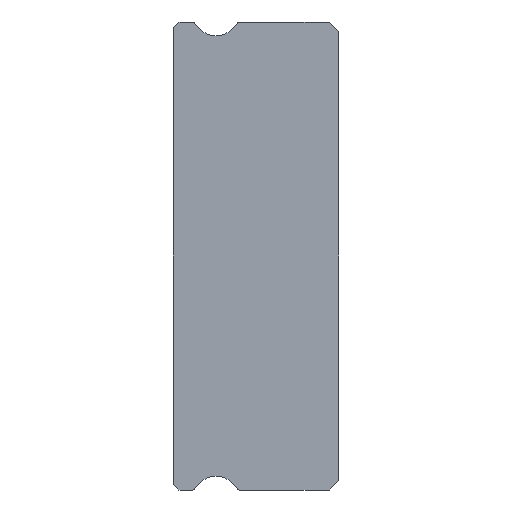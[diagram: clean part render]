
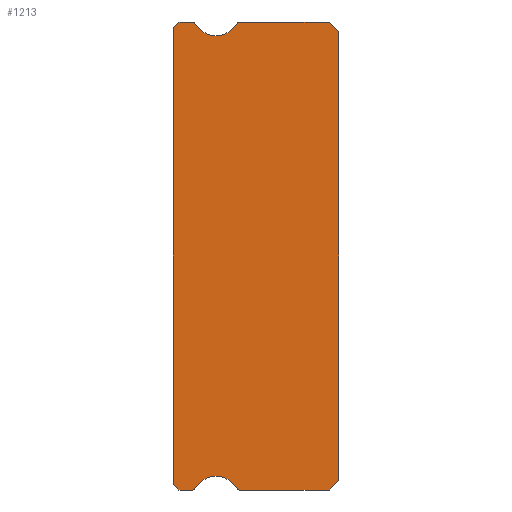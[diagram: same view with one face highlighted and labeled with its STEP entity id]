
A CAD part, left-side view. The second image highlights one B-rep face of the part: STEP entity #1213.
In plain terms, the highlighted planar face has unit normal (-1, 0, 0).
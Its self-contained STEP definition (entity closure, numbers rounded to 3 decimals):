
#10 = EDGE_CURVE ( 'NONE', #1517, #1735, #1254, .T. ) ;
#41 = DIRECTION ( 'NONE',  ( 0., -0.707, -0.707 ) ) ;
#47 = LINE ( 'NONE', #592, #910 ) ;
#49 = CARTESIAN_POINT ( 'NONE',  ( -10., 7.512, 12. ) ) ;
#62 = DIRECTION ( 'NONE',  ( 1., 0., 0. ) ) ;
#73 = CARTESIAN_POINT ( 'NONE',  ( -10., 0., -11.5 ) ) ;
#95 = DIRECTION ( 'NONE',  ( 0., 0.707, -0.707 ) ) ;
#103 = ORIENTED_EDGE ( 'NONE', *, *, #1207, .T. ) ;
#109 = DIRECTION ( 'NONE',  ( -1., 0., 0. ) ) ;
#123 = CARTESIAN_POINT ( 'NONE',  ( -10., 5.217, 11.925 ) ) ;
#140 = VECTOR ( 'NONE', #1738, 1000. ) ;
#144 = VERTEX_POINT ( 'NONE', #1680 ) ;
#150 = CARTESIAN_POINT ( 'NONE',  ( -10., 7.512, 11.85 ) ) ;
#190 = CARTESIAN_POINT ( 'NONE',  ( -10., 7.512, 11.85 ) ) ;
#203 = VERTEX_POINT ( 'NONE', #595 ) ;
#204 = DIRECTION ( 'NONE',  ( 0., 0.707, -0.707 ) ) ;
#206 = EDGE_CURVE ( 'NONE', #1288, #1034, #1007, .T. ) ;
#230 = CARTESIAN_POINT ( 'NONE',  ( -10., 8.5, 11.85 ) ) ;
#241 = CARTESIAN_POINT ( 'NONE',  ( -10., 6.3, 12.55 ) ) ;
#257 = VECTOR ( 'NONE', #998, 1000. ) ;
#262 = ORIENTED_EDGE ( 'NONE', *, *, #311, .F. ) ;
#266 = DIRECTION ( 'NONE',  ( -1., 0., 0. ) ) ;
#294 = CARTESIAN_POINT ( 'NONE',  ( -10., 0.5, 12. ) ) ;
#306 = CARTESIAN_POINT ( 'NONE',  ( -10., 7.383, -11.925 ) ) ;
#311 = EDGE_CURVE ( 'NONE', #203, #992, #1390, .T. ) ;
#318 = AXIS2_PLACEMENT_3D ( 'NONE', #476, #599, #1549 ) ;
#323 = CARTESIAN_POINT ( 'NONE',  ( -10., 0.5, 12. ) ) ;
#340 = CIRCLE ( 'NONE', #995, 1.25 ) ;
#371 = CIRCLE ( 'NONE', #1698, 0.15 ) ;
#382 = ORIENTED_EDGE ( 'NONE', *, *, #759, .F. ) ;
#398 = VECTOR ( 'NONE', #95, 1000. ) ;
#414 = CARTESIAN_POINT ( 'NONE',  ( -10., 6.3, -12.55 ) ) ;
#417 = VERTEX_POINT ( 'NONE', #1270 ) ;
#420 = EDGE_CURVE ( 'NONE', #1225, #1422, #47, .T. ) ;
#441 = CARTESIAN_POINT ( 'NONE',  ( -10., 8.5, -11.7 ) ) ;
#463 = CARTESIAN_POINT ( 'NONE',  ( -10., 8.5, 11.7 ) ) ;
#465 = CARTESIAN_POINT ( 'NONE',  ( -10., 8.2, -12. ) ) ;
#471 = EDGE_CURVE ( 'NONE', #992, #618, #371, .T. ) ;
#476 = CARTESIAN_POINT ( 'NONE',  ( -10., 7.512, -11.85 ) ) ;
#486 = VECTOR ( 'NONE', #1583, 1000. ) ;
#505 = CARTESIAN_POINT ( 'NONE',  ( -10., 5.088, 11.85 ) ) ;
#511 = CIRCLE ( 'NONE', #318, 0.15 ) ;
#524 = EDGE_CURVE ( 'NONE', #618, #1217, #1313, .T. ) ;
#542 = CIRCLE ( 'NONE', #1533, 1.25 ) ;
#559 = EDGE_CURVE ( 'NONE', #1605, #1034, #1715, .T. ) ;
#564 = DIRECTION ( 'NONE',  ( 0., 0., -1. ) ) ;
#579 = ORIENTED_EDGE ( 'NONE', *, *, #1484, .T. ) ;
#588 = LINE ( 'NONE', #1244, #257 ) ;
#592 = CARTESIAN_POINT ( 'NONE',  ( -10., 7.512, -12. ) ) ;
#595 = CARTESIAN_POINT ( 'NONE',  ( -10., 6.3, 11.3 ) ) ;
#599 = DIRECTION ( 'NONE',  ( 1., 0., 0. ) ) ;
#610 = DIRECTION ( 'NONE',  ( 0., 0., -1. ) ) ;
#618 = VERTEX_POINT ( 'NONE', #842 ) ;
#642 = CARTESIAN_POINT ( 'NONE',  ( -10., 6.3, 12.55 ) ) ;
#647 = ORIENTED_EDGE ( 'NONE', *, *, #471, .F. ) ;
#648 = DIRECTION ( 'NONE',  ( 0., -1., 0. ) ) ;
#673 = DIRECTION ( 'NONE',  ( 0., 0., -1. ) ) ;
#682 = CIRCLE ( 'NONE', #1365, 0.15 ) ;
#694 = DIRECTION ( 'NONE',  ( 1., 0., 0. ) ) ;
#710 = AXIS2_PLACEMENT_3D ( 'NONE', #642, #1190, #1201 ) ;
#711 = ORIENTED_EDGE ( 'NONE', *, *, #1416, .F. ) ;
#748 = CARTESIAN_POINT ( 'NONE',  ( -10., 0., 11.5 ) ) ;
#759 = EDGE_CURVE ( 'NONE', #928, #1085, #511, .T. ) ;
#793 = ORIENTED_EDGE ( 'NONE', *, *, #1200, .T. ) ;
#806 = EDGE_CURVE ( 'NONE', #1488, #1225, #1023, .T. ) ;
#808 = EDGE_LOOP ( 'NONE', ( #1324, #793, #103, #382, #711, #1182, #1383, #1733, #1368, #1040, #1092, #647, #262, #1712, #856, #579, #1127 ) ) ;
#839 = DIRECTION ( 'NONE',  ( 0., -0.707, -0.707 ) ) ;
#842 = CARTESIAN_POINT ( 'NONE',  ( -10., 5.088, 12. ) ) ;
#856 = ORIENTED_EDGE ( 'NONE', *, *, #10, .F. ) ;
#871 = FACE_OUTER_BOUND ( 'NONE', #808, .T. ) ;
#877 = CARTESIAN_POINT ( 'NONE',  ( -10., 8.2, 12. ) ) ;
#909 = DIRECTION ( 'NONE',  ( 0., 0., -1. ) ) ;
#910 = VECTOR ( 'NONE', #1291, 1000. ) ;
#928 = VERTEX_POINT ( 'NONE', #306 ) ;
#992 = VERTEX_POINT ( 'NONE', #123 ) ;
#995 = AXIS2_PLACEMENT_3D ( 'NONE', #241, #109, #1203 ) ;
#998 = DIRECTION ( 'NONE',  ( 0., -1., 0. ) ) ;
#1007 = LINE ( 'NONE', #463, #398 ) ;
#1023 = LINE ( 'NONE', #73, #1754 ) ;
#1032 = DIRECTION ( 'NONE',  ( 0., 0., 1. ) ) ;
#1034 = VERTEX_POINT ( 'NONE', #1466 ) ;
#1040 = ORIENTED_EDGE ( 'NONE', *, *, #1212, .F. ) ;
#1054 = VECTOR ( 'NONE', #839, 1000. ) ;
#1055 = CARTESIAN_POINT ( 'NONE',  ( -10., 7.383, 11.925 ) ) ;
#1056 = DIRECTION ( 'NONE',  ( 1., 0., 0. ) ) ;
#1059 = VERTEX_POINT ( 'NONE', #1734 ) ;
#1077 = AXIS2_PLACEMENT_3D ( 'NONE', #150, #694, #564 ) ;
#1085 = VERTEX_POINT ( 'NONE', #1610 ) ;
#1092 = ORIENTED_EDGE ( 'NONE', *, *, #524, .F. ) ;
#1127 = ORIENTED_EDGE ( 'NONE', *, *, #206, .T. ) ;
#1182 = ORIENTED_EDGE ( 'NONE', *, *, #1396, .F. ) ;
#1190 = DIRECTION ( 'NONE',  ( -1., 0., 0. ) ) ;
#1200 = EDGE_CURVE ( 'NONE', #1605, #417, #1498, .T. ) ;
#1201 = DIRECTION ( 'NONE',  ( 0., 0., -1. ) ) ;
#1203 = DIRECTION ( 'NONE',  ( 0., 0., -1. ) ) ;
#1207 = EDGE_CURVE ( 'NONE', #417, #1085, #588, .T. ) ;
#1212 = EDGE_CURVE ( 'NONE', #1217, #144, #1529, .T. ) ;
#1213 = ADVANCED_FACE ( 'NONE', ( #871 ), #1407, .F. ) ;
#1215 = CARTESIAN_POINT ( 'NONE',  ( -10., 8.2, 12. ) ) ;
#1217 = VERTEX_POINT ( 'NONE', #294 ) ;
#1224 = CARTESIAN_POINT ( 'NONE',  ( -10., 5.088, -12. ) ) ;
#1225 = VERTEX_POINT ( 'NONE', #1554 ) ;
#1234 = CARTESIAN_POINT ( 'NONE',  ( -10., 5.088, -11.85 ) ) ;
#1244 = CARTESIAN_POINT ( 'NONE',  ( -10., 7.512, -12. ) ) ;
#1254 = CIRCLE ( 'NONE', #1077, 0.15 ) ;
#1260 = AXIS2_PLACEMENT_3D ( 'NONE', #190, #62, #610 ) ;
#1270 = CARTESIAN_POINT ( 'NONE',  ( -10., 8.2, -12. ) ) ;
#1285 = VECTOR ( 'NONE', #648, 1000. ) ;
#1288 = VERTEX_POINT ( 'NONE', #877 ) ;
#1291 = DIRECTION ( 'NONE',  ( 0., 1., 0. ) ) ;
#1313 = LINE ( 'NONE', #1567, #1285 ) ;
#1316 = EDGE_CURVE ( 'NONE', #1488, #144, #1705, .T. ) ;
#1324 = ORIENTED_EDGE ( 'NONE', *, *, #559, .F. ) ;
#1365 = AXIS2_PLACEMENT_3D ( 'NONE', #1234, #1056, #1478 ) ;
#1368 = ORIENTED_EDGE ( 'NONE', *, *, #1316, .T. ) ;
#1383 = ORIENTED_EDGE ( 'NONE', *, *, #420, .F. ) ;
#1390 = CIRCLE ( 'NONE', #710, 1.25 ) ;
#1396 = EDGE_CURVE ( 'NONE', #1422, #1059, #682, .T. ) ;
#1407 = PLANE ( 'NONE',  #1260 ) ;
#1416 = EDGE_CURVE ( 'NONE', #1059, #928, #542, .T. ) ;
#1422 = VERTEX_POINT ( 'NONE', #1224 ) ;
#1423 = VECTOR ( 'NONE', #1032, 1000. ) ;
#1466 = CARTESIAN_POINT ( 'NONE',  ( -10., 8.5, 11.7 ) ) ;
#1478 = DIRECTION ( 'NONE',  ( 0., 0., -1. ) ) ;
#1484 = EDGE_CURVE ( 'NONE', #1517, #1288, #1598, .T. ) ;
#1488 = VERTEX_POINT ( 'NONE', #1744 ) ;
#1498 = LINE ( 'NONE', #465, #1673 ) ;
#1517 = VERTEX_POINT ( 'NONE', #49 ) ;
#1529 = LINE ( 'NONE', #323, #1054 ) ;
#1533 = AXIS2_PLACEMENT_3D ( 'NONE', #414, #266, #673 ) ;
#1549 = DIRECTION ( 'NONE',  ( 0., 0., -1. ) ) ;
#1554 = CARTESIAN_POINT ( 'NONE',  ( -10., 0.5, -12. ) ) ;
#1567 = CARTESIAN_POINT ( 'NONE',  ( -10., 7.512, 12. ) ) ;
#1583 = DIRECTION ( 'NONE',  ( 0., 0., 1. ) ) ;
#1598 = LINE ( 'NONE', #1215, #140 ) ;
#1605 = VERTEX_POINT ( 'NONE', #441 ) ;
#1610 = CARTESIAN_POINT ( 'NONE',  ( -10., 7.512, -12. ) ) ;
#1673 = VECTOR ( 'NONE', #41, 1000. ) ;
#1680 = CARTESIAN_POINT ( 'NONE',  ( -10., 0., 11.5 ) ) ;
#1691 = DIRECTION ( 'NONE',  ( 1., 0., 0. ) ) ;
#1698 = AXIS2_PLACEMENT_3D ( 'NONE', #505, #1691, #909 ) ;
#1705 = LINE ( 'NONE', #748, #1423 ) ;
#1712 = ORIENTED_EDGE ( 'NONE', *, *, #1745, .F. ) ;
#1715 = LINE ( 'NONE', #230, #486 ) ;
#1733 = ORIENTED_EDGE ( 'NONE', *, *, #806, .F. ) ;
#1734 = CARTESIAN_POINT ( 'NONE',  ( -10., 5.217, -11.925 ) ) ;
#1735 = VERTEX_POINT ( 'NONE', #1055 ) ;
#1738 = DIRECTION ( 'NONE',  ( 0., 1., 0. ) ) ;
#1744 = CARTESIAN_POINT ( 'NONE',  ( -10., 0., -11.5 ) ) ;
#1745 = EDGE_CURVE ( 'NONE', #1735, #203, #340, .T. ) ;
#1754 = VECTOR ( 'NONE', #204, 1000. ) ;
